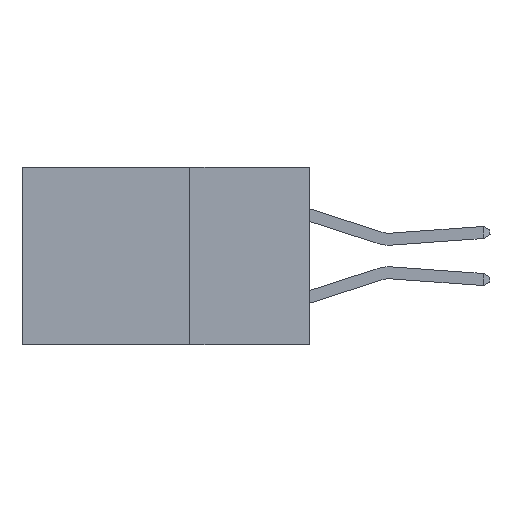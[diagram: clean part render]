
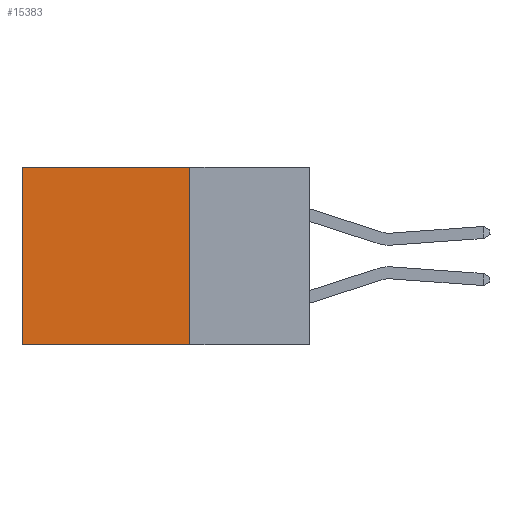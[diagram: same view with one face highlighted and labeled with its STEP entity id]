
A CAD part, left-side view. The second image highlights one B-rep face of the part: STEP entity #15383.
In plain terms, the highlighted planar face has unit normal (-1, 0, 0).
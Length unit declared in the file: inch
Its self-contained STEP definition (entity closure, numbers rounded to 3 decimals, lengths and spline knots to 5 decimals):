
#170 = VECTOR ( 'NONE', #4024, 39.37008 ) ;
#466 = VERTEX_POINT ( 'NONE', #8091 ) ;
#578 = EDGE_CURVE ( 'NONE', #13520, #11597, #3306, .T. ) ;
#890 = CARTESIAN_POINT ( 'NONE',  ( 0.2615, 0.25, 0. ) ) ;
#1511 = FACE_OUTER_BOUND ( 'NONE', #11183, .T. ) ;
#1514 = CARTESIAN_POINT ( 'NONE',  ( 0.2615, 0.25, -0.37 ) ) ;
#1854 = EDGE_CURVE ( 'NONE', #11597, #466, #10528, .T. ) ;
#1864 = ORIENTED_EDGE ( 'NONE', *, *, #3130, .T. ) ;
#1867 = ORIENTED_EDGE ( 'NONE', *, *, #578, .F. ) ;
#3130 = EDGE_CURVE ( 'NONE', #15172, #466, #3571, .T. ) ;
#3306 = LINE ( 'NONE', #14394, #170 ) ;
#3571 = LINE ( 'NONE', #5353, #6429 ) ;
#4007 = DIRECTION ( 'NONE',  ( 0., 1., 0. ) ) ;
#4024 = DIRECTION ( 'NONE',  ( 0., 0., -1. ) ) ;
#4082 = DIRECTION ( 'NONE',  ( 1., 0., 0. ) ) ;
#5353 = CARTESIAN_POINT ( 'NONE',  ( 0.2615, 0.6, -0.37 ) ) ;
#5442 = DIRECTION ( 'NONE',  ( 0., 0., -1. ) ) ;
#6058 = AXIS2_PLACEMENT_3D ( 'NONE', #13691, #4082, #12585 ) ;
#6429 = VECTOR ( 'NONE', #5442, 39.37008 ) ;
#6633 = VECTOR ( 'NONE', #4007, 39.37008 ) ;
#7014 = LINE ( 'NONE', #13618, #6633 ) ;
#7249 = CARTESIAN_POINT ( 'NONE',  ( 0.2615, 0.6, 0. ) ) ;
#7399 = DIRECTION ( 'NONE',  ( 0., 1., 0. ) ) ;
#7625 = CARTESIAN_POINT ( 'NONE',  ( 0.2615, 0.25, -0.37 ) ) ;
#8091 = CARTESIAN_POINT ( 'NONE',  ( 0.2615, 0.6, -0.37 ) ) ;
#10366 = ORIENTED_EDGE ( 'NONE', *, *, #1854, .F. ) ;
#10528 = LINE ( 'NONE', #7625, #12985 ) ;
#11183 = EDGE_LOOP ( 'NONE', ( #1864, #10366, #1867, #12932 ) ) ;
#11361 = PLANE ( 'NONE',  #6058 ) ;
#11597 = VERTEX_POINT ( 'NONE', #1514 ) ;
#12585 = DIRECTION ( 'NONE',  ( 0., 0., -1. ) ) ;
#12932 = ORIENTED_EDGE ( 'NONE', *, *, #14121, .T. ) ;
#12985 = VECTOR ( 'NONE', #7399, 39.37008 ) ;
#13520 = VERTEX_POINT ( 'NONE', #890 ) ;
#13618 = CARTESIAN_POINT ( 'NONE',  ( 0.2615, 0.25, 0. ) ) ;
#13691 = CARTESIAN_POINT ( 'NONE',  ( 0.2615, 0.25, -0.37 ) ) ;
#14121 = EDGE_CURVE ( 'NONE', #13520, #15172, #7014, .T. ) ;
#14394 = CARTESIAN_POINT ( 'NONE',  ( 0.2615, 0.25, -0.37 ) ) ;
#15172 = VERTEX_POINT ( 'NONE', #7249 ) ;
#15383 = ADVANCED_FACE ( 'NONE', ( #1511 ), #11361, .F. ) ;
